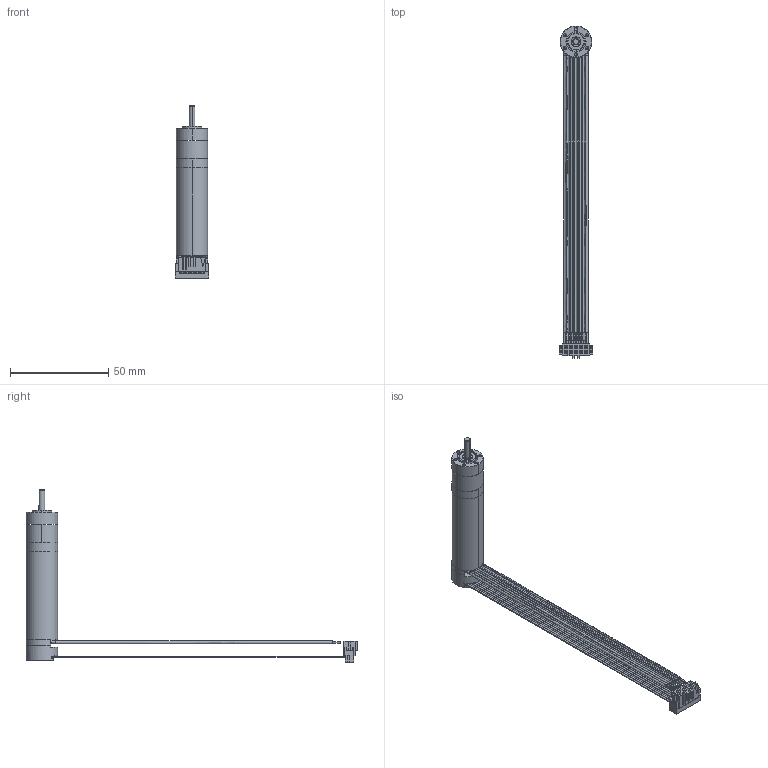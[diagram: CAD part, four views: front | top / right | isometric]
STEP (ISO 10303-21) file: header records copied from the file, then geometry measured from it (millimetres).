
FILE_DESCRIPTION((''),'2;1');
FILE_NAME('4611180000811_SW0001','2023-03-31T14:51:05',('ms27607'),(''),'CREO PARAMETRIC BY PTC INC, 2018100','CREO PARAMETRIC BY PTC INC, 2018100','');
FILE_SCHEMA(('CONFIG_CONTROL_DESIGN'));
Length unit declared in the file: millimetre
Products named in the file (1): 4611180000811_SW0001
Bounding box: 17.3 x 168.88 x 87.69 mm (x, y, z)
Surface area: 16607.5 mm2 (no closed solid volume)
Topology: 0 solids, 32 shells, 570 faces, 2078 edges, 1455 vertices
Faces by surface type: plane 379, cylinder 122, bspline 43, cone 19, torus 6, sphere 1
Entity records: 24833 total; most frequent: CARTESIAN_POINT 7300, DIRECTION 3555, ORIENTED_EDGE 3364, EDGE_CURVE 2066, VECTOR 1475, LINE 1475, VERTEX_POINT 1462, AXIS2_PLACEMENT_3D 1040
